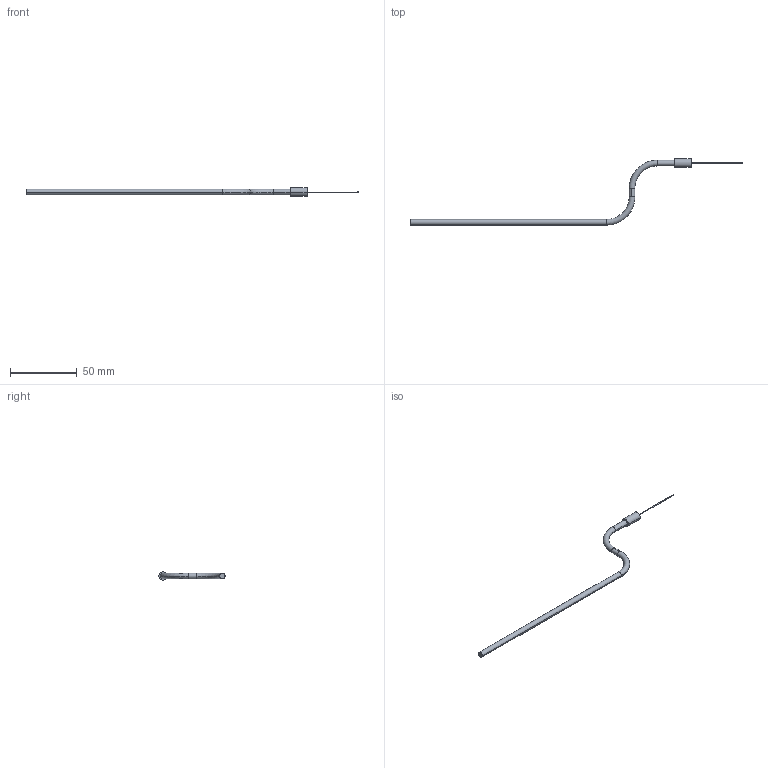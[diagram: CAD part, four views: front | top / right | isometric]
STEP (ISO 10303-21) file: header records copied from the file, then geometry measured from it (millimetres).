
FILE_DESCRIPTION (( 'STEP AP203' ), '1' );
FILE_NAME ('D6.STEP', '2018-02-20T18:43:55', ( '' ), ( '' ), 'SwSTEP 2.0', 'SolidWorks 2018', '' );
FILE_SCHEMA (( 'CONFIG_CONTROL_DESIGN' ));
Length unit declared in the file: inch
Products named in the file (1): D6
Bounding box: 249.07 x 49.76 x 6.35 mm (x, y, z)
Volume: 3648.8 mm3; surface area: 3418.1 mm2
Topology: 1 solids, 1 shells, 21 faces, 44 edges, 28 vertices
Faces by surface type: cylinder 12, plane 5, torus 4
Entity records: 657 total; most frequent: DIRECTION 120, CARTESIAN_POINT 94, ORIENTED_EDGE 88, AXIS2_PLACEMENT_3D 54, EDGE_CURVE 44, CIRCLE 32, VERTEX_POINT 28, EDGE_LOOP 24
